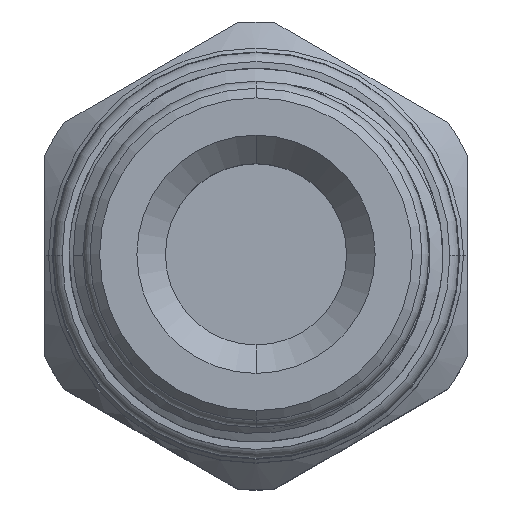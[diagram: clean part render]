
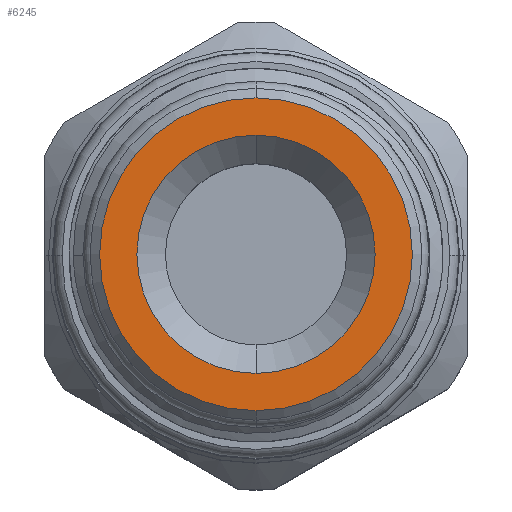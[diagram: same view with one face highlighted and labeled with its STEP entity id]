
A CAD part, top view. The second image highlights one B-rep face of the part: STEP entity #6245.
In plain terms, the highlighted planar face has unit normal (0, 0, 1).
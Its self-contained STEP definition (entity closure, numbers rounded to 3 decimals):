
#111 = DIRECTION ( 'NONE',  ( 0., 0., 1. ) ) ;
#467 = DIRECTION ( 'NONE',  ( 0., -1., 0. ) ) ;
#1020 = AXIS2_PLACEMENT_3D ( 'NONE', #1866, #1947, #4422 ) ;
#1329 = EDGE_CURVE ( 'NONE', #4735, #8344, #4951, .T. ) ;
#1554 = ORIENTED_EDGE ( 'NONE', *, *, #1865, .F. ) ;
#1682 = CIRCLE ( 'NONE', #10194, 6.265 ) ;
#1855 = CARTESIAN_POINT ( 'NONE',  ( 0., 0., 58.802 ) ) ;
#1865 = EDGE_CURVE ( 'NONE', #8344, #4735, #1682, .T. ) ;
#1866 = CARTESIAN_POINT ( 'NONE',  ( 0., 0., 58.802 ) ) ;
#1878 = EDGE_LOOP ( 'NONE', ( #1554, #5000 ) ) ;
#1947 = DIRECTION ( 'NONE',  ( 0., 0., 1. ) ) ;
#2168 = DIRECTION ( 'NONE',  ( 0., -1., 0. ) ) ;
#2206 = DIRECTION ( 'NONE',  ( 0., 0., 1. ) ) ;
#2272 = AXIS2_PLACEMENT_3D ( 'NONE', #3003, #2206, #467 ) ;
#2761 = EDGE_LOOP ( 'NONE', ( #9203, #7935 ) ) ;
#3003 = CARTESIAN_POINT ( 'NONE',  ( 0., 0., 58.802 ) ) ;
#3006 = PLANE ( 'NONE',  #4019 ) ;
#3256 = CARTESIAN_POINT ( 'NONE',  ( 0., 6.265, 58.802 ) ) ;
#3452 = FACE_OUTER_BOUND ( 'NONE', #2761, .T. ) ;
#3536 = VERTEX_POINT ( 'NONE', #8085 ) ;
#3538 = EDGE_CURVE ( 'NONE', #9880, #3536, #3660, .T. ) ;
#3660 = CIRCLE ( 'NONE', #2272, 8.225 ) ;
#3806 = DIRECTION ( 'NONE',  ( 0., 0., -1. ) ) ;
#4019 = AXIS2_PLACEMENT_3D ( 'NONE', #10500, #3806, #2168 ) ;
#4422 = DIRECTION ( 'NONE',  ( 0., 1., 0. ) ) ;
#4595 = DIRECTION ( 'NONE',  ( 0., 0., 1. ) ) ;
#4735 = VERTEX_POINT ( 'NONE', #8640 ) ;
#4951 = CIRCLE ( 'NONE', #1020, 6.265 ) ;
#5000 = ORIENTED_EDGE ( 'NONE', *, *, #1329, .F. ) ;
#5191 = AXIS2_PLACEMENT_3D ( 'NONE', #1855, #111, #6011 ) ;
#6011 = DIRECTION ( 'NONE',  ( 0., -1., 0. ) ) ;
#6245 = ADVANCED_FACE ( 'NONE', ( #3452, #7281 ), #3006, .F. ) ;
#7281 = FACE_BOUND ( 'NONE', #1878, .T. ) ;
#7537 = EDGE_CURVE ( 'NONE', #3536, #9880, #7901, .T. ) ;
#7797 = CARTESIAN_POINT ( 'NONE',  ( 0., 8.225, 58.802 ) ) ;
#7901 = CIRCLE ( 'NONE', #5191, 8.225 ) ;
#7916 = CARTESIAN_POINT ( 'NONE',  ( 0., 0., 58.802 ) ) ;
#7935 = ORIENTED_EDGE ( 'NONE', *, *, #3538, .T. ) ;
#8085 = CARTESIAN_POINT ( 'NONE',  ( 0., -8.225, 58.802 ) ) ;
#8344 = VERTEX_POINT ( 'NONE', #3256 ) ;
#8640 = CARTESIAN_POINT ( 'NONE',  ( 0., -6.265, 58.802 ) ) ;
#9203 = ORIENTED_EDGE ( 'NONE', *, *, #7537, .T. ) ;
#9880 = VERTEX_POINT ( 'NONE', #7797 ) ;
#10194 = AXIS2_PLACEMENT_3D ( 'NONE', #7916, #4595, #10448 ) ;
#10448 = DIRECTION ( 'NONE',  ( 0., 1., 0. ) ) ;
#10500 = CARTESIAN_POINT ( 'NONE',  ( 0., 0., 58.802 ) ) ;
